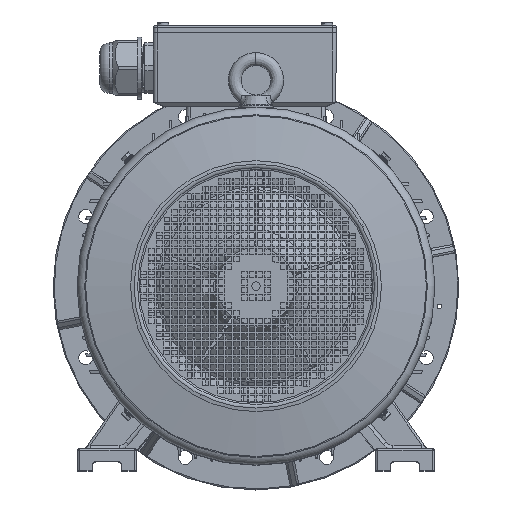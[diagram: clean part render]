
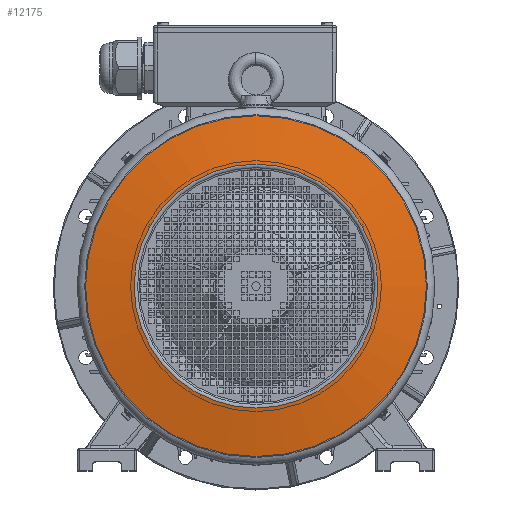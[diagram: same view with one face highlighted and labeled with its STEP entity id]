
A CAD part, top view. The second image highlights one B-rep face of the part: STEP entity #12175.
In plain terms, the highlighted conical face has half-angle 80 degrees and reference radius 165.867 mm.
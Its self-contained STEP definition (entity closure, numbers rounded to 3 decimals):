
#2391=CONICAL_SURFACE('',#109672,165.867,80.);
#5527=FACE_BOUND('',#25367,.T.);
#5528=FACE_BOUND('',#25368,.T.);
#12175=ADVANCED_FACE('',(#5527,#5528),#2391,.T.);
#25367=EDGE_LOOP('',(#67488));
#25368=EDGE_LOOP('',(#67489));
#67488=ORIENTED_EDGE('',*,*,#99378,.F.);
#67489=ORIENTED_EDGE('',*,*,#99379,.T.);
#87305=VERTEX_POINT('',#186814);
#87306=VERTEX_POINT('',#186816);
#99378=EDGE_CURVE('',#87305,#87305,#104455,.T.);
#99379=EDGE_CURVE('',#87306,#87306,#104456,.T.);
#104455=CIRCLE('',#109670,230.931);
#104456=CIRCLE('',#109671,165.297);
#109670=AXIS2_PLACEMENT_3D('',#186813,#130358,#130359);
#109671=AXIS2_PLACEMENT_3D('',#186815,#130360,#130361);
#109672=AXIS2_PLACEMENT_3D('',#186817,#130362,#130363);
#130358=DIRECTION('',(0.,0.,-1.));
#130359=DIRECTION('',(-1.,0.,0.));
#130360=DIRECTION('',(0.,0.,-1.));
#130361=DIRECTION('',(-1.,0.,0.));
#130362=DIRECTION('',(0.,0.,-1.));
#130363=DIRECTION('',(1.,-0.002,0.));
#186813=CARTESIAN_POINT('',(-129.172,-38.734,422.936));
#186814=CARTESIAN_POINT('',(-360.103,-38.734,422.936));
#186815=CARTESIAN_POINT('',(-129.172,-38.734,434.509));
#186816=CARTESIAN_POINT('',(-294.469,-38.734,434.509));
#186817=CARTESIAN_POINT('',(-129.172,-38.734,434.409));
